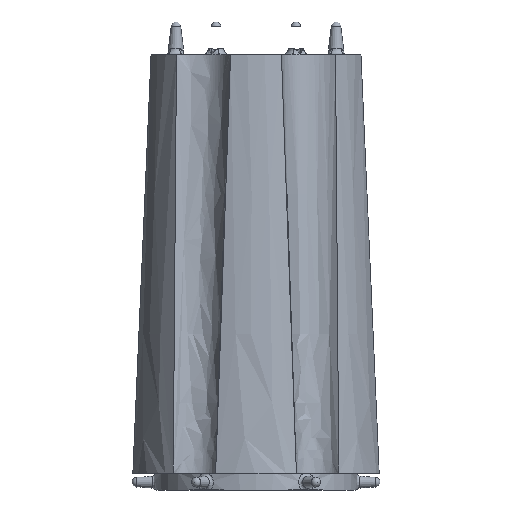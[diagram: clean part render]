
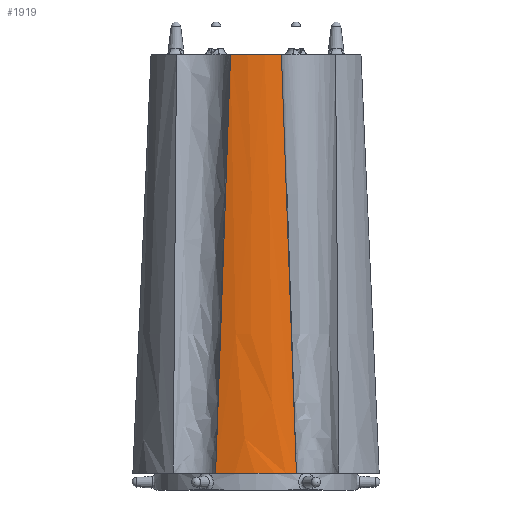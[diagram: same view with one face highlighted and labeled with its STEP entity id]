
A CAD part, left-side view. The second image highlights one B-rep face of the part: STEP entity #1919.
In plain terms, the highlighted free-form (B-spline) face has degree [3, 3] with [5, 4] control points.
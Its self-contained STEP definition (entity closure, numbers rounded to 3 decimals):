
#110=B_SPLINE_CURVE_WITH_KNOTS('',3,(#4296,#4297,#4298,#4299,#4300,#4301),
 .UNSPECIFIED.,.F.,.F.,(4,2,4),(-1.566,-0.784,0.),
 .UNSPECIFIED.);
#184=B_SPLINE_CURVE_WITH_KNOTS('',3,(#6730,#6731,#6732,#6733,#6734),
 .UNSPECIFIED.,.F.,.F.,(4,1,4),(-2.52,-1.44,0.),
 .UNSPECIFIED.);
#257=B_SPLINE_SURFACE_WITH_KNOTS('',3,3,((#7457,#7458,#7459,#7460),(#7461,
#7462,#7463,#7464),(#7465,#7466,#7467,#7468),(#7469,#7470,#7471,#7472),
(#7473,#7474,#7475,#7476)),.UNSPECIFIED.,.F.,.F.,.F.,(4,1,4),(4,4),(0.,
0.571,1.),(0.015,1.),.UNSPECIFIED.);
#381=FACE_OUTER_BOUND('',#496,.T.);
#496=EDGE_LOOP('',(#1776,#1777,#1778,#1779));
#534=LINE('',#7456,#572);
#535=LINE('',#7477,#573);
#572=VECTOR('',#2543,130.14);
#573=VECTOR('',#2544,130.14);
#757=VERTEX_POINT('',#4288);
#758=VERTEX_POINT('',#4295);
#866=VERTEX_POINT('',#6722);
#867=VERTEX_POINT('',#6729);
#991=EDGE_CURVE('',#758,#757,#110,.T.);
#1143=EDGE_CURVE('',#867,#866,#184,.T.);
#1190=EDGE_CURVE('',#866,#758,#534,.T.);
#1191=EDGE_CURVE('',#867,#757,#535,.T.);
#1776=ORIENTED_EDGE('',*,*,#1143,.T.);
#1777=ORIENTED_EDGE('',*,*,#1190,.T.);
#1778=ORIENTED_EDGE('',*,*,#991,.T.);
#1779=ORIENTED_EDGE('',*,*,#1191,.F.);
#1919=ADVANCED_FACE('',(#381),#257,.F.);
#2543=DIRECTION('',(0.03,0.036,0.999));
#2544=DIRECTION('',(0.03,-0.036,0.999));
#4288=CARTESIAN_POINT('',(-32.585,7.775,130.));
#4295=CARTESIAN_POINT('',(-32.585,-7.775,130.));
#4296=CARTESIAN_POINT('Ctrl Pts',(-32.585,-7.775,130.));
#4297=CARTESIAN_POINT('Ctrl Pts',(-33.192,-5.231,130.));
#4298=CARTESIAN_POINT('Ctrl Pts',(-33.499,-2.615,130.));
#4299=CARTESIAN_POINT('Ctrl Pts',(-33.5,2.624,130.));
#4300=CARTESIAN_POINT('Ctrl Pts',(-33.192,5.232,130.));
#4301=CARTESIAN_POINT('Ctrl Pts',(-32.585,7.775,130.));
#6722=CARTESIAN_POINT('',(-36.382,-12.349,2.));
#6729=CARTESIAN_POINT('',(-36.382,12.349,2.));
#6730=CARTESIAN_POINT('Ctrl Pts',(-36.382,12.349,2.));
#6731=CARTESIAN_POINT('Ctrl Pts',(-37.538,8.948,2.));
#6732=CARTESIAN_POINT('Ctrl Pts',(-39.115,0.631,2.));
#6733=CARTESIAN_POINT('Ctrl Pts',(-37.923,-7.814,2.));
#6734=CARTESIAN_POINT('Ctrl Pts',(-36.382,-12.349,2.));
#7456=CARTESIAN_POINT('',(-36.441,-12.42,0.));
#7457=CARTESIAN_POINT('Ctrl Pts',(-36.382,-12.349,2.));
#7458=CARTESIAN_POINT('Ctrl Pts',(-35.117,-10.824,44.667));
#7459=CARTESIAN_POINT('Ctrl Pts',(-33.851,-9.3,87.333));
#7460=CARTESIAN_POINT('Ctrl Pts',(-32.585,-7.775,130.));
#7461=CARTESIAN_POINT('Ctrl Pts',(-37.923,-7.814,2.));
#7462=CARTESIAN_POINT('Ctrl Pts',(-36.374,-6.832,44.667));
#7463=CARTESIAN_POINT('Ctrl Pts',(-34.828,-5.85,87.333));
#7464=CARTESIAN_POINT('Ctrl Pts',(-33.279,-4.867,130.));
#7465=CARTESIAN_POINT('Ctrl Pts',(-39.115,0.631,2.));
#7466=CARTESIAN_POINT('Ctrl Pts',(-37.346,0.548,44.667));
#7467=CARTESIAN_POINT('Ctrl Pts',(-35.576,0.466,87.333));
#7468=CARTESIAN_POINT('Ctrl Pts',(-33.808,0.384,130.));
#7469=CARTESIAN_POINT('Ctrl Pts',(-37.538,8.948,2.));
#7470=CARTESIAN_POINT('Ctrl Pts',(-36.06,7.83,44.667));
#7471=CARTESIAN_POINT('Ctrl Pts',(-34.583,6.712,87.333));
#7472=CARTESIAN_POINT('Ctrl Pts',(-33.106,5.594,130.));
#7473=CARTESIAN_POINT('Ctrl Pts',(-36.382,12.349,2.));
#7474=CARTESIAN_POINT('Ctrl Pts',(-35.117,10.824,44.667));
#7475=CARTESIAN_POINT('Ctrl Pts',(-33.851,9.3,87.333));
#7476=CARTESIAN_POINT('Ctrl Pts',(-32.585,7.775,130.));
#7477=CARTESIAN_POINT('',(-36.441,12.42,0.));
